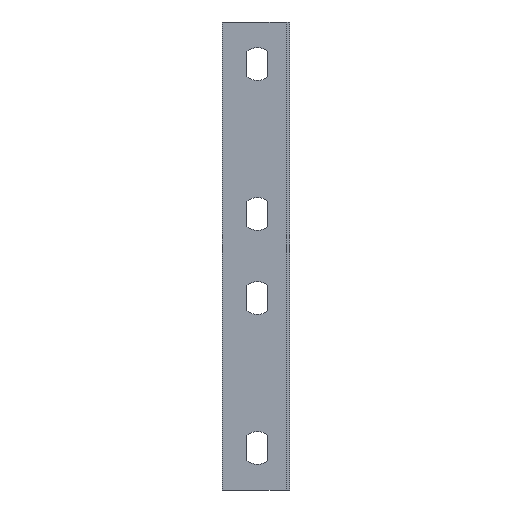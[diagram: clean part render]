
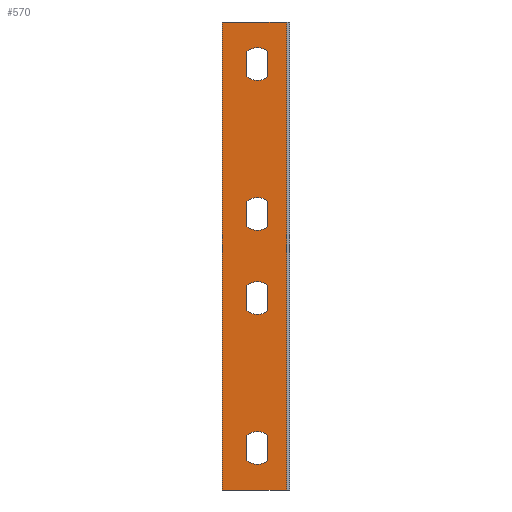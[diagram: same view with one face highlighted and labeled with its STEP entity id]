
A CAD part, left-side view. The second image highlights one B-rep face of the part: STEP entity #570.
In plain terms, the highlighted planar face has unit normal (-1, 0, 0).
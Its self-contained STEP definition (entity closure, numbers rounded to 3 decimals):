
#22=FACE_BOUND('',#76,.T.);
#23=FACE_BOUND('',#77,.T.);
#24=FACE_BOUND('',#78,.T.);
#25=FACE_BOUND('',#79,.T.);
#30=CIRCLE('',#622,7.);
#31=CIRCLE('',#623,7.);
#32=CIRCLE('',#624,7.);
#33=CIRCLE('',#625,7.);
#34=CIRCLE('',#626,7.);
#35=CIRCLE('',#627,7.);
#36=CIRCLE('',#628,7.);
#37=CIRCLE('',#629,7.);
#47=FACE_OUTER_BOUND('',#75,.T.);
#75=EDGE_LOOP('',(#370,#371,#372,#373,#374,#375));
#76=EDGE_LOOP('',(#376,#377,#378,#379));
#77=EDGE_LOOP('',(#380,#381,#382,#383));
#78=EDGE_LOOP('',(#384,#385,#386,#387));
#79=EDGE_LOOP('',(#388,#389,#390,#391));
#115=LINE('',#829,#177);
#116=LINE('',#832,#178);
#117=LINE('',#834,#179);
#118=LINE('',#836,#180);
#119=LINE('',#838,#181);
#120=LINE('',#839,#182);
#121=LINE('',#844,#183);
#122=LINE('',#847,#184);
#123=LINE('',#852,#185);
#124=LINE('',#855,#186);
#125=LINE('',#860,#187);
#126=LINE('',#863,#188);
#127=LINE('',#868,#189);
#128=LINE('',#871,#190);
#177=VECTOR('',#673,10.);
#178=VECTOR('',#676,10.);
#179=VECTOR('',#677,10.);
#180=VECTOR('',#678,10.);
#181=VECTOR('',#679,10.);
#182=VECTOR('',#680,10.);
#183=VECTOR('',#683,10.);
#184=VECTOR('',#686,10.);
#185=VECTOR('',#689,10.);
#186=VECTOR('',#692,10.);
#187=VECTOR('',#695,10.);
#188=VECTOR('',#698,10.);
#189=VECTOR('',#701,10.);
#190=VECTOR('',#704,10.);
#235=VERTEX_POINT('',#819);
#239=VERTEX_POINT('',#827);
#240=VERTEX_POINT('',#831);
#241=VERTEX_POINT('',#833);
#242=VERTEX_POINT('',#835);
#243=VERTEX_POINT('',#837);
#244=VERTEX_POINT('',#840);
#245=VERTEX_POINT('',#841);
#246=VERTEX_POINT('',#843);
#247=VERTEX_POINT('',#845);
#248=VERTEX_POINT('',#848);
#249=VERTEX_POINT('',#849);
#250=VERTEX_POINT('',#851);
#251=VERTEX_POINT('',#853);
#252=VERTEX_POINT('',#856);
#253=VERTEX_POINT('',#857);
#254=VERTEX_POINT('',#859);
#255=VERTEX_POINT('',#861);
#256=VERTEX_POINT('',#864);
#257=VERTEX_POINT('',#865);
#258=VERTEX_POINT('',#867);
#259=VERTEX_POINT('',#869);
#291=EDGE_CURVE('',#239,#235,#115,.T.);
#292=EDGE_CURVE('',#240,#239,#116,.T.);
#293=EDGE_CURVE('',#241,#240,#117,.T.);
#294=EDGE_CURVE('',#241,#242,#118,.T.);
#295=EDGE_CURVE('',#243,#242,#119,.T.);
#296=EDGE_CURVE('',#243,#235,#120,.T.);
#297=EDGE_CURVE('',#244,#245,#30,.T.);
#298=EDGE_CURVE('',#245,#246,#121,.T.);
#299=EDGE_CURVE('',#246,#247,#31,.T.);
#300=EDGE_CURVE('',#247,#244,#122,.T.);
#301=EDGE_CURVE('',#248,#249,#32,.T.);
#302=EDGE_CURVE('',#249,#250,#123,.T.);
#303=EDGE_CURVE('',#250,#251,#33,.T.);
#304=EDGE_CURVE('',#251,#248,#124,.T.);
#305=EDGE_CURVE('',#252,#253,#34,.T.);
#306=EDGE_CURVE('',#253,#254,#125,.T.);
#307=EDGE_CURVE('',#254,#255,#35,.T.);
#308=EDGE_CURVE('',#255,#252,#126,.T.);
#309=EDGE_CURVE('',#256,#257,#36,.T.);
#310=EDGE_CURVE('',#257,#258,#127,.T.);
#311=EDGE_CURVE('',#258,#259,#37,.T.);
#312=EDGE_CURVE('',#259,#256,#128,.T.);
#370=ORIENTED_EDGE('',*,*,#291,.F.);
#371=ORIENTED_EDGE('',*,*,#292,.F.);
#372=ORIENTED_EDGE('',*,*,#293,.F.);
#373=ORIENTED_EDGE('',*,*,#294,.T.);
#374=ORIENTED_EDGE('',*,*,#295,.F.);
#375=ORIENTED_EDGE('',*,*,#296,.T.);
#376=ORIENTED_EDGE('',*,*,#297,.T.);
#377=ORIENTED_EDGE('',*,*,#298,.T.);
#378=ORIENTED_EDGE('',*,*,#299,.T.);
#379=ORIENTED_EDGE('',*,*,#300,.T.);
#380=ORIENTED_EDGE('',*,*,#301,.T.);
#381=ORIENTED_EDGE('',*,*,#302,.T.);
#382=ORIENTED_EDGE('',*,*,#303,.T.);
#383=ORIENTED_EDGE('',*,*,#304,.T.);
#384=ORIENTED_EDGE('',*,*,#305,.T.);
#385=ORIENTED_EDGE('',*,*,#306,.T.);
#386=ORIENTED_EDGE('',*,*,#307,.T.);
#387=ORIENTED_EDGE('',*,*,#308,.T.);
#388=ORIENTED_EDGE('',*,*,#309,.T.);
#389=ORIENTED_EDGE('',*,*,#310,.T.);
#390=ORIENTED_EDGE('',*,*,#311,.T.);
#391=ORIENTED_EDGE('',*,*,#312,.T.);
#521=PLANE('',#621);
#570=ADVANCED_FACE('',(#47,#22,#23,#24,#25),#521,.T.);
#621=AXIS2_PLACEMENT_3D('',#830,#674,#675);
#622=AXIS2_PLACEMENT_3D('',#842,#681,#682);
#623=AXIS2_PLACEMENT_3D('',#846,#684,#685);
#624=AXIS2_PLACEMENT_3D('',#850,#687,#688);
#625=AXIS2_PLACEMENT_3D('',#854,#690,#691);
#626=AXIS2_PLACEMENT_3D('',#858,#693,#694);
#627=AXIS2_PLACEMENT_3D('',#862,#696,#697);
#628=AXIS2_PLACEMENT_3D('',#866,#699,#700);
#629=AXIS2_PLACEMENT_3D('',#870,#702,#703);
#673=DIRECTION('',(0.,0.,-1.));
#674=DIRECTION('center_axis',(-1.,0.,0.));
#675=DIRECTION('ref_axis',(0.,1.,0.));
#676=DIRECTION('',(0.,-1.,0.));
#677=DIRECTION('',(0.,-1.,0.));
#678=DIRECTION('',(0.,0.,-1.));
#679=DIRECTION('',(0.,1.,0.));
#680=DIRECTION('',(0.,-1.,0.));
#681=DIRECTION('center_axis',(1.,0.,0.));
#682=DIRECTION('ref_axis',(0.,-0.643,0.766));
#683=DIRECTION('',(0.,0.,1.));
#684=DIRECTION('center_axis',(1.,0.,0.));
#685=DIRECTION('ref_axis',(0.,0.643,-0.766));
#686=DIRECTION('',(0.,0.,-1.));
#687=DIRECTION('center_axis',(1.,0.,0.));
#688=DIRECTION('ref_axis',(0.,-0.643,0.766));
#689=DIRECTION('',(0.,0.,1.));
#690=DIRECTION('center_axis',(1.,0.,0.));
#691=DIRECTION('ref_axis',(0.,0.643,-0.766));
#692=DIRECTION('',(0.,0.,-1.));
#693=DIRECTION('center_axis',(1.,0.,0.));
#694=DIRECTION('ref_axis',(0.,-0.643,-0.766));
#695=DIRECTION('',(0.,0.,-1.));
#696=DIRECTION('center_axis',(1.,0.,0.));
#697=DIRECTION('ref_axis',(0.,0.643,0.766));
#698=DIRECTION('',(0.,0.,1.));
#699=DIRECTION('center_axis',(1.,0.,0.));
#700=DIRECTION('ref_axis',(0.,-0.643,-0.766));
#701=DIRECTION('',(0.,0.,-1.));
#702=DIRECTION('center_axis',(1.,0.,0.));
#703=DIRECTION('ref_axis',(0.,0.643,0.766));
#704=DIRECTION('',(0.,0.,1.));
#819=CARTESIAN_POINT('',(0.,20.429,-200.));
#827=CARTESIAN_POINT('',(0.,20.429,0.));
#829=CARTESIAN_POINT('',(0.,20.429,0.));
#830=CARTESIAN_POINT('Origin',(0.,0.,0.));
#831=CARTESIAN_POINT('',(0.,22.429,0.));
#832=CARTESIAN_POINT('',(0.,11.215,0.));
#833=CARTESIAN_POINT('',(0.,48.,0.));
#834=CARTESIAN_POINT('',(0.,48.,0.));
#835=CARTESIAN_POINT('',(0.,48.,-200.));
#836=CARTESIAN_POINT('',(0.,48.,0.));
#837=CARTESIAN_POINT('',(0.,22.429,-200.));
#838=CARTESIAN_POINT('',(0.,48.,-200.));
#839=CARTESIAN_POINT('',(0.,8.465,-200.));
#840=CARTESIAN_POINT('',(0.,28.5,-187.362));
#841=CARTESIAN_POINT('',(0.,37.5,-187.362));
#842=CARTESIAN_POINT('Origin',(0.,33.,-182.));
#843=CARTESIAN_POINT('',(0.,37.5,-176.638));
#844=CARTESIAN_POINT('',(0.,37.5,-93.681));
#845=CARTESIAN_POINT('',(0.,28.5,-176.638));
#846=CARTESIAN_POINT('Origin',(0.,33.,-182.));
#847=CARTESIAN_POINT('',(0.,28.5,-88.319));
#848=CARTESIAN_POINT('',(0.,28.5,-123.362));
#849=CARTESIAN_POINT('',(0.,37.5,-123.362));
#850=CARTESIAN_POINT('Origin',(0.,33.,-118.));
#851=CARTESIAN_POINT('',(0.,37.5,-112.638));
#852=CARTESIAN_POINT('',(0.,37.5,-61.681));
#853=CARTESIAN_POINT('',(0.,28.5,-112.638));
#854=CARTESIAN_POINT('Origin',(0.,33.,-118.));
#855=CARTESIAN_POINT('',(0.,28.5,-56.319));
#856=CARTESIAN_POINT('',(0.,37.5,-12.638));
#857=CARTESIAN_POINT('',(0.,28.5,-12.638));
#858=CARTESIAN_POINT('Origin',(0.,33.,-18.));
#859=CARTESIAN_POINT('',(0.,28.5,-23.362));
#860=CARTESIAN_POINT('',(0.,28.5,-11.681));
#861=CARTESIAN_POINT('',(0.,37.5,-23.362));
#862=CARTESIAN_POINT('Origin',(0.,33.,-18.));
#863=CARTESIAN_POINT('',(0.,37.5,-6.319));
#864=CARTESIAN_POINT('',(0.,37.5,-76.638));
#865=CARTESIAN_POINT('',(0.,28.5,-76.638));
#866=CARTESIAN_POINT('Origin',(0.,33.,-82.));
#867=CARTESIAN_POINT('',(0.,28.5,-87.362));
#868=CARTESIAN_POINT('',(0.,28.5,-43.681));
#869=CARTESIAN_POINT('',(0.,37.5,-87.362));
#870=CARTESIAN_POINT('Origin',(0.,33.,-82.));
#871=CARTESIAN_POINT('',(0.,37.5,-38.319));
